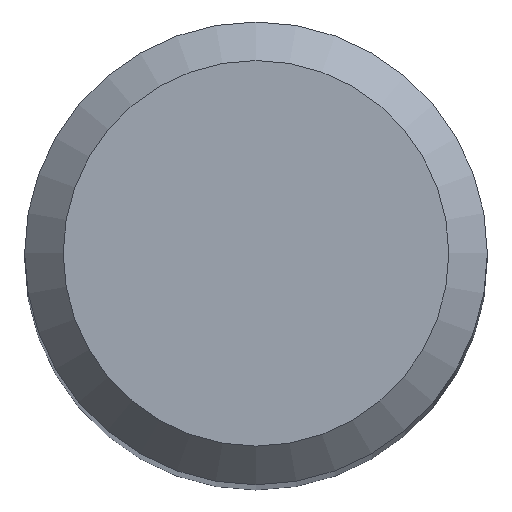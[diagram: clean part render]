
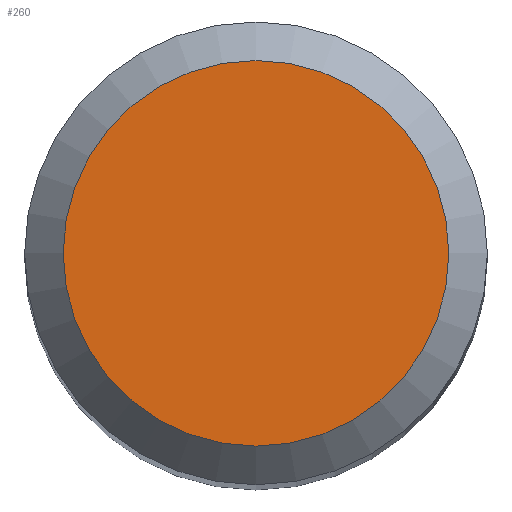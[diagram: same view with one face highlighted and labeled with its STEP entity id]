
A CAD part, top view. The second image highlights one B-rep face of the part: STEP entity #260.
In plain terms, the highlighted planar face has unit normal (0, 0, 1).
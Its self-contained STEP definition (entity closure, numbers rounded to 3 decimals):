
#11 = DIRECTION ( 'NONE',  ( 0., 1., 0. ) ) ;
#30 = VERTEX_POINT ( 'NONE', #77 ) ;
#35 = DIRECTION ( 'NONE',  ( 0., 1., 0. ) ) ;
#37 = AXIS2_PLACEMENT_3D ( 'NONE', #217, #259, #35 ) ;
#43 = CARTESIAN_POINT ( 'NONE',  ( 0., 0., 57. ) ) ;
#77 = CARTESIAN_POINT ( 'NONE',  ( 0., 2.5, 57. ) ) ;
#97 = FACE_OUTER_BOUND ( 'NONE', #226, .T. ) ;
#115 = AXIS2_PLACEMENT_3D ( 'NONE', #43, #192, #11 ) ;
#145 = ORIENTED_EDGE ( 'NONE', *, *, #230, .F. ) ;
#179 = CIRCLE ( 'NONE', #115, 2.5 ) ;
#192 = DIRECTION ( 'NONE',  ( 0., 0., -1. ) ) ;
#217 = CARTESIAN_POINT ( 'NONE',  ( 0., 0., 57. ) ) ;
#226 = EDGE_LOOP ( 'NONE', ( #145 ) ) ;
#230 = EDGE_CURVE ( 'NONE', #30, #30, #179, .T. ) ;
#257 = PLANE ( 'NONE',  #37 ) ;
#259 = DIRECTION ( 'NONE',  ( 0., 0., -1. ) ) ;
#260 = ADVANCED_FACE ( 'NONE', ( #97 ), #257, .F. ) ;
